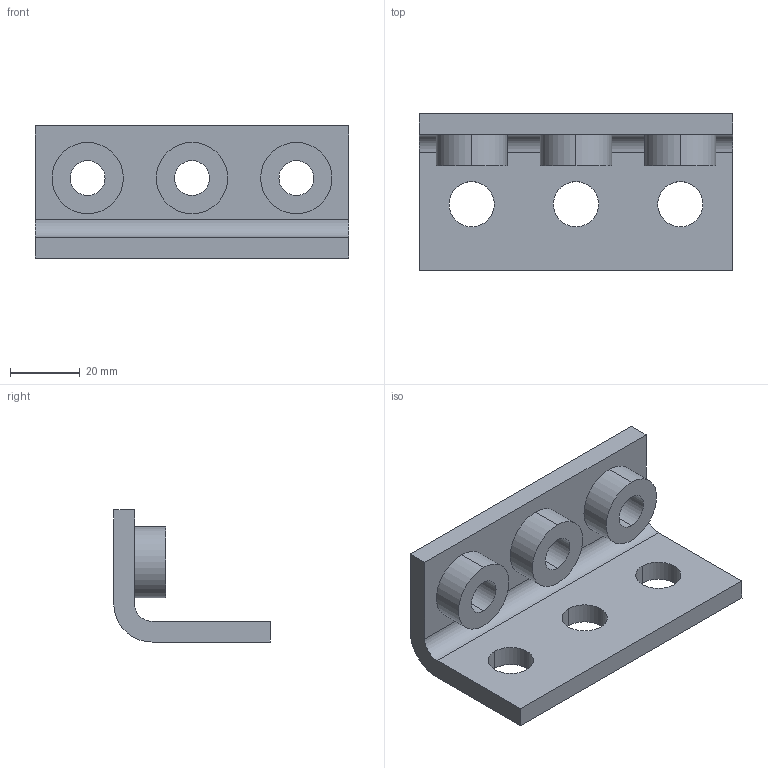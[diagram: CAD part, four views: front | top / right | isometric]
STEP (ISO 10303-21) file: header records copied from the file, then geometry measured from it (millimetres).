
FILE_DESCRIPTION((''),'2;1');
FILE_NAME('ASM0001ASD_ASM','2021-10-12T',('marketing.praksa'),('Audax d.o.o.'),'CREO PARAMETRIC BY PTC INC, 2017480','CREO PARAMETRIC BY PTC INC, 2017480','');
FILE_SCHEMA(('AUTOMOTIVE_DESIGN { 1 0 10303 214 1 1 1 1 }'));
Length unit declared in the file: millimetre
Products named in the file (3): LBS_3200_4P; PRT0003; ASM0001ASD_ASM
Assembly tree (2 placements, depth 2):
  ASM0001ASD_ASM
    LBS_3200_4P
    PRT0003
Bounding box: 90 x 45 x 38 mm (x, y, z)
Volume: 40132.1 mm3; surface area: 18407.4 mm2
Topology: 4 solids, 4 shells, 145 faces, 384 edges, 256 vertices
Faces by surface type: cylinder 74, plane 71
Entity records: 7104 total; most frequent: DIRECTION 832, CARTESIAN_POINT 797, ORIENTED_EDGE 768, PRESENTATION_STYLE_ASSIGNMENT 533, STYLED_ITEM 533, CURVE_STYLE 384, EDGE_CURVE 384, AXIS2_PLACEMENT_3D 298
